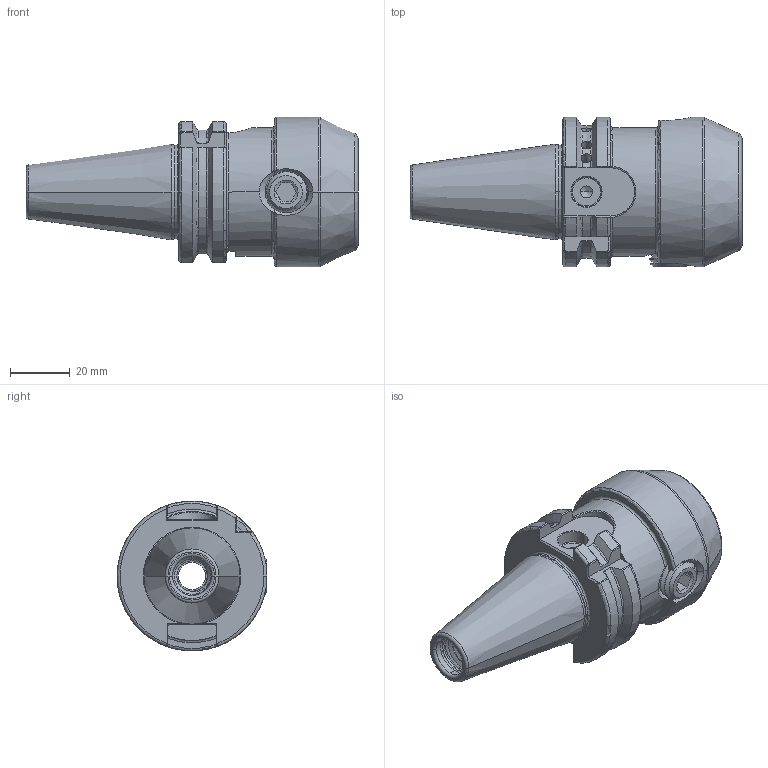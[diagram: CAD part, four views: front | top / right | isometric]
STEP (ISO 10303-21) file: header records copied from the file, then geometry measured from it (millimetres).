
FILE_DESCRIPTION (( 'STEP AP203' ), '1' );
FILE_NAME ('302.04.18.STEP', '2016-11-25T07:12:21', ( '' ), ( '' ), 'SwSTEP 2.0', 'SolidWorks 2012', '' );
FILE_SCHEMA (( 'CONFIG_CONTROL_DESIGN' ));
Length unit declared in the file: millimetre
Products named in the file (3): 302.04.18; 側固14_M14x2_16L
Assembly tree (2 placements, depth 2):
  302.04.18
    302.04.18
    側固14_M14x2_16L
Bounding box: 110.8 x 50 x 50 mm (x, y, z)
Volume: 103513.8 mm3; surface area: 24683.5 mm2
Topology: 2 solids, 2 shells, 283 faces, 752 edges, 468 vertices
Faces by surface type: cylinder 94, plane 67, torus 43, cone 42, bspline 35, sphere 2
Entity records: 21262 total; most frequent: CARTESIAN_POINT 14757, ORIENTED_EDGE 1484, DIRECTION 1098, EDGE_CURVE 742, VERTEX_POINT 468, AXIS2_PLACEMENT_3D 437, EDGE_LOOP 292, ADVANCED_FACE 283
